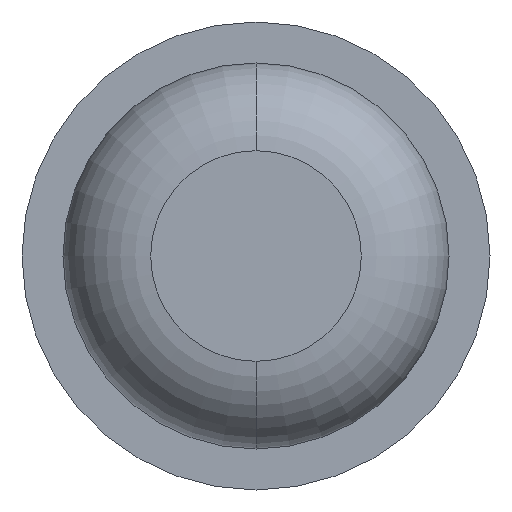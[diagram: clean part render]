
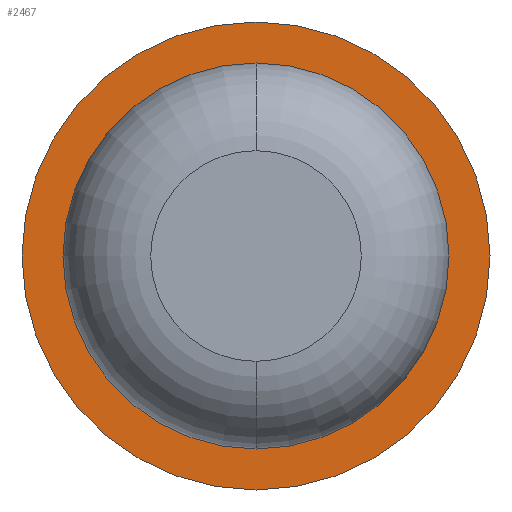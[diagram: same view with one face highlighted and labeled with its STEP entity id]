
A CAD part, front view. The second image highlights one B-rep face of the part: STEP entity #2467.
In plain terms, the highlighted planar face has unit normal (0, -1, 0).
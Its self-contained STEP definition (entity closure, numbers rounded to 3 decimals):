
#91 = DIRECTION ( 'NONE',  ( 0., 1., 0. ) ) ;
#93 = EDGE_CURVE ( 'Defeature ausgef�hrt1_5+Defeature ausgef�hrt1_4+Defeature ausgef�hrt1_4+Defeature ausgef�hrt1_4', #2233, #1222, #2949, .T. ) ;
#126 = EDGE_CURVE ( 'Defeature ausgef�hrt1_4+Defeature ausgef�hrt1_0+Defeature ausgef�hrt1_0+Defeature ausgef�hrt1_0', #824, #2642, #326, .T. ) ;
#326 = CIRCLE ( 'NONE', #644, 0.825 ) ;
#339 = DIRECTION ( 'NONE',  ( 0., 0., 1. ) ) ;
#479 = AXIS2_PLACEMENT_3D ( 'NONE', #1018, #3285, #1895 ) ;
#643 = CARTESIAN_POINT ( 'NONE',  ( 0., -2., 0. ) ) ;
#644 = AXIS2_PLACEMENT_3D ( 'NONE', #3150, #917, #2042 ) ;
#776 = PLANE ( 'NONE',  #479 ) ;
#824 = VERTEX_POINT ( 'NONE', #2915 ) ;
#853 = DIRECTION ( 'NONE',  ( 0., 0., 1. ) ) ;
#917 = DIRECTION ( 'NONE',  ( 0., 1., 0. ) ) ;
#1018 = CARTESIAN_POINT ( 'NONE',  ( 1., -2., 0. ) ) ;
#1149 = CIRCLE ( 'NONE', #2365, 1. ) ;
#1197 = FACE_BOUND ( 'NONE', #1683, .T. ) ;
#1222 = VERTEX_POINT ( 'NONE', #2564 ) ;
#1518 = ORIENTED_EDGE ( 'NONE', *, *, #93, .F. ) ;
#1535 = AXIS2_PLACEMENT_3D ( 'NONE', #643, #2907, #2872 ) ;
#1644 = ORIENTED_EDGE ( 'NONE', *, *, #126, .T. ) ;
#1683 = EDGE_LOOP ( 'NONE', ( #1644, #1962 ) ) ;
#1795 = EDGE_CURVE ( 'Defeature ausgef�hrt1_4+Defeature ausgef�hrt1_0+Defeature ausgef�hrt1_0+Defeature ausgef�hrt1_0', #2642, #824, #2032, .T. ) ;
#1895 = DIRECTION ( 'NONE',  ( 0., 0., 1. ) ) ;
#1962 = ORIENTED_EDGE ( 'NONE', *, *, #1795, .T. ) ;
#2032 = CIRCLE ( 'NONE', #1535, 0.825 ) ;
#2042 = DIRECTION ( 'NONE',  ( 0., 0., 1. ) ) ;
#2138 = EDGE_CURVE ( 'Defeature ausgef�hrt1_5+Defeature ausgef�hrt1_4+Defeature ausgef�hrt1_4+Defeature ausgef�hrt1_4', #1222, #2233, #1149, .T. ) ;
#2233 = VERTEX_POINT ( 'NONE', #2903 ) ;
#2281 = CARTESIAN_POINT ( 'NONE',  ( 0., -2., 0. ) ) ;
#2365 = AXIS2_PLACEMENT_3D ( 'NONE', #2281, #2540, #853 ) ;
#2467 = ADVANCED_FACE ( 'Defeature ausgef�hrt1_4', ( #2911, #1197 ), #776, .F. ) ;
#2540 = DIRECTION ( 'NONE',  ( 0., 1., 0. ) ) ;
#2564 = CARTESIAN_POINT ( 'NONE',  ( 0., -2., -1. ) ) ;
#2582 = CARTESIAN_POINT ( 'NONE',  ( 0., -2., -0.825 ) ) ;
#2601 = AXIS2_PLACEMENT_3D ( 'NONE', #2871, #91, #339 ) ;
#2642 = VERTEX_POINT ( 'NONE', #2582 ) ;
#2871 = CARTESIAN_POINT ( 'NONE',  ( 0., -2., 0. ) ) ;
#2872 = DIRECTION ( 'NONE',  ( 0., 0., 1. ) ) ;
#2903 = CARTESIAN_POINT ( 'NONE',  ( 0., -2., 1. ) ) ;
#2907 = DIRECTION ( 'NONE',  ( 0., 1., 0. ) ) ;
#2911 = FACE_OUTER_BOUND ( 'NONE', #3034, .T. ) ;
#2915 = CARTESIAN_POINT ( 'NONE',  ( 0., -2., 0.825 ) ) ;
#2949 = CIRCLE ( 'NONE', #2601, 1. ) ;
#3034 = EDGE_LOOP ( 'NONE', ( #1518, #3214 ) ) ;
#3150 = CARTESIAN_POINT ( 'NONE',  ( 0., -2., 0. ) ) ;
#3214 = ORIENTED_EDGE ( 'NONE', *, *, #2138, .F. ) ;
#3285 = DIRECTION ( 'NONE',  ( 0., 1., 0. ) ) ;
